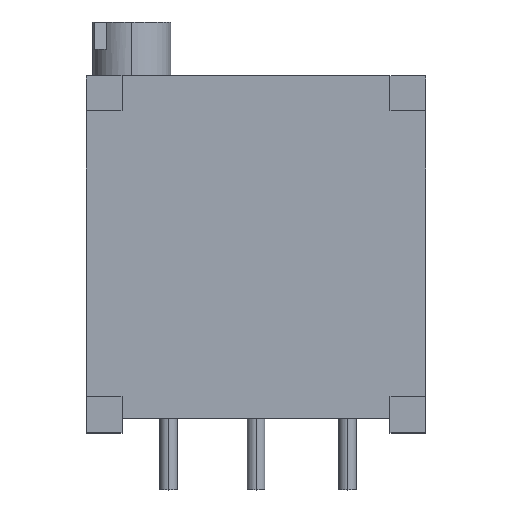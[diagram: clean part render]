
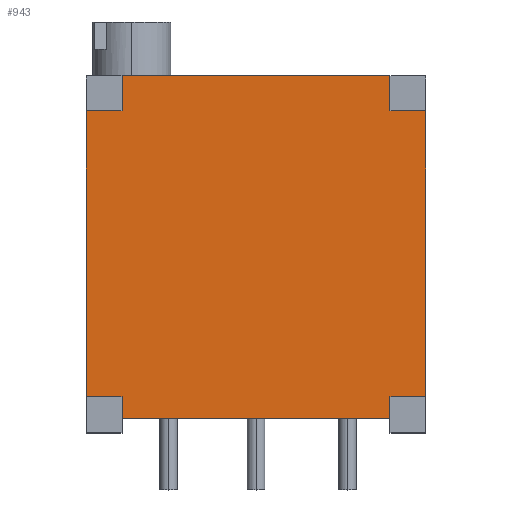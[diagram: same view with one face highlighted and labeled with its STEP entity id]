
A CAD part, top view. The second image highlights one B-rep face of the part: STEP entity #943.
In plain terms, the highlighted planar face has unit normal (0, 0, 1).
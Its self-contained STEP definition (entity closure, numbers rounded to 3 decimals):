
#80 = LINE ( 'NONE', #8230, #3823 ) ;
#219 = VERTEX_POINT ( 'NONE', #10349 ) ;
#285 = EDGE_CURVE ( 'NONE', #5551, #3119, #4028, .T. ) ;
#453 = AXIS2_PLACEMENT_3D ( 'NONE', #4160, #6607, #7405 ) ;
#481 = CARTESIAN_POINT ( 'NONE',  ( 3.765, 1.02, 2. ) ) ;
#534 = ORIENTED_EDGE ( 'NONE', *, *, #1852, .F. ) ;
#561 = EDGE_CURVE ( 'NONE', #2820, #3018, #8744, .T. ) ;
#661 = CARTESIAN_POINT ( 'NONE',  ( -4.765, 1.02, 2. ) ) ;
#765 = ORIENTED_EDGE ( 'NONE', *, *, #7967, .T. ) ;
#786 = FACE_OUTER_BOUND ( 'NONE', #5751, .T. ) ;
#818 = DIRECTION ( 'NONE',  ( -1., 0., 0. ) ) ;
#821 = ORIENTED_EDGE ( 'NONE', *, *, #4324, .T. ) ;
#935 = LINE ( 'NONE', #8352, #10463 ) ;
#943 = ADVANCED_FACE ( 'NONE', ( #786 ), #8202, .T. ) ;
#1263 = DIRECTION ( 'NONE',  ( 0., 1., 0. ) ) ;
#1362 = LINE ( 'NONE', #10261, #2005 ) ;
#1433 = VECTOR ( 'NONE', #4209, 1000. ) ;
#1548 = VECTOR ( 'NONE', #10501, 1000. ) ;
#1700 = DIRECTION ( 'NONE',  ( 1., 0., 0. ) ) ;
#1809 = VECTOR ( 'NONE', #7211, 1000. ) ;
#1836 = VECTOR ( 'NONE', #5564, 1000. ) ;
#1852 = EDGE_CURVE ( 'NONE', #9993, #9409, #3915, .T. ) ;
#1947 = DIRECTION ( 'NONE',  ( 0., 1., 0. ) ) ;
#2005 = VECTOR ( 'NONE', #6245, 1000. ) ;
#2068 = CARTESIAN_POINT ( 'NONE',  ( 3.765, 0.4, 2. ) ) ;
#2331 = CARTESIAN_POINT ( 'NONE',  ( -4.765, 9.05, 2. ) ) ;
#2545 = VECTOR ( 'NONE', #5619, 1000. ) ;
#2619 = CARTESIAN_POINT ( 'NONE',  ( 3.765, 10.03, 2. ) ) ;
#2820 = VERTEX_POINT ( 'NONE', #8058 ) ;
#2869 = VERTEX_POINT ( 'NONE', #10287 ) ;
#3018 = VERTEX_POINT ( 'NONE', #5872 ) ;
#3085 = LINE ( 'NONE', #7257, #1836 ) ;
#3096 = CARTESIAN_POINT ( 'NONE',  ( -3.765, 0.4, 2. ) ) ;
#3119 = VERTEX_POINT ( 'NONE', #4269 ) ;
#3162 = VECTOR ( 'NONE', #1700, 1000. ) ;
#3282 = EDGE_CURVE ( 'NONE', #8994, #219, #9727, .T. ) ;
#3556 = LINE ( 'NONE', #6013, #4589 ) ;
#3823 = VECTOR ( 'NONE', #818, 1000. ) ;
#3915 = LINE ( 'NONE', #8006, #1809 ) ;
#4020 = CARTESIAN_POINT ( 'NONE',  ( 3.765, 0.4, 2. ) ) ;
#4028 = LINE ( 'NONE', #7276, #1548 ) ;
#4160 = CARTESIAN_POINT ( 'NONE',  ( 0., 0., 2. ) ) ;
#4163 = ORIENTED_EDGE ( 'NONE', *, *, #8757, .T. ) ;
#4175 = VECTOR ( 'NONE', #1263, 1000. ) ;
#4186 = ORIENTED_EDGE ( 'NONE', *, *, #3282, .T. ) ;
#4206 = DIRECTION ( 'NONE',  ( 0., -1., 0. ) ) ;
#4209 = DIRECTION ( 'NONE',  ( -1., 0., 0. ) ) ;
#4269 = CARTESIAN_POINT ( 'NONE',  ( 4.765, 1.02, 2. ) ) ;
#4324 = EDGE_CURVE ( 'NONE', #9050, #2869, #80, .T. ) ;
#4589 = VECTOR ( 'NONE', #1947, 1000. ) ;
#4969 = ORIENTED_EDGE ( 'NONE', *, *, #7007, .T. ) ;
#5326 = EDGE_CURVE ( 'NONE', #3018, #9838, #6471, .T. ) ;
#5446 = DIRECTION ( 'NONE',  ( 1., 0., 0. ) ) ;
#5551 = VERTEX_POINT ( 'NONE', #481 ) ;
#5564 = DIRECTION ( 'NONE',  ( 0., -1., 0. ) ) ;
#5619 = DIRECTION ( 'NONE',  ( 0., -1., 0. ) ) ;
#5661 = VECTOR ( 'NONE', #5446, 1000. ) ;
#5751 = EDGE_LOOP ( 'NONE', ( #4969, #4186, #9754, #4163, #9688, #7323, #10424, #7607, #765, #821, #6090, #534 ) ) ;
#5872 = CARTESIAN_POINT ( 'NONE',  ( -3.765, 0.4, 2. ) ) ;
#6013 = CARTESIAN_POINT ( 'NONE',  ( 3.765, 9.05, 2. ) ) ;
#6090 = ORIENTED_EDGE ( 'NONE', *, *, #7849, .T. ) ;
#6245 = DIRECTION ( 'NONE',  ( 0., 1., 0. ) ) ;
#6471 = LINE ( 'NONE', #4020, #3162 ) ;
#6607 = DIRECTION ( 'NONE',  ( 0., 0., 1. ) ) ;
#6661 = VERTEX_POINT ( 'NONE', #661 ) ;
#7007 = EDGE_CURVE ( 'NONE', #9993, #8994, #935, .T. ) ;
#7138 = CARTESIAN_POINT ( 'NONE',  ( 4.765, 9.05, 2. ) ) ;
#7211 = DIRECTION ( 'NONE',  ( 1., 0., 0. ) ) ;
#7257 = CARTESIAN_POINT ( 'NONE',  ( -4.765, 9.05, 2. ) ) ;
#7276 = CARTESIAN_POINT ( 'NONE',  ( 3.765, 1.02, 2. ) ) ;
#7323 = ORIENTED_EDGE ( 'NONE', *, *, #5326, .T. ) ;
#7405 = DIRECTION ( 'NONE',  ( 1., 0., 0. ) ) ;
#7604 = EDGE_CURVE ( 'NONE', #219, #6661, #3085, .T. ) ;
#7607 = ORIENTED_EDGE ( 'NONE', *, *, #285, .T. ) ;
#7627 = LINE ( 'NONE', #8579, #4175 ) ;
#7829 = CARTESIAN_POINT ( 'NONE',  ( -4.765, 1.02, 2. ) ) ;
#7849 = EDGE_CURVE ( 'NONE', #2869, #9409, #3556, .T. ) ;
#7967 = EDGE_CURVE ( 'NONE', #3119, #9050, #1362, .T. ) ;
#8006 = CARTESIAN_POINT ( 'NONE',  ( -4.765, 10.03, 2. ) ) ;
#8058 = CARTESIAN_POINT ( 'NONE',  ( -3.765, 1.02, 2. ) ) ;
#8202 = PLANE ( 'NONE',  #453 ) ;
#8230 = CARTESIAN_POINT ( 'NONE',  ( 3.765, 9.05, 2. ) ) ;
#8352 = CARTESIAN_POINT ( 'NONE',  ( -3.765, 9.05, 2. ) ) ;
#8579 = CARTESIAN_POINT ( 'NONE',  ( 3.765, 0.4, 2. ) ) ;
#8744 = LINE ( 'NONE', #3096, #2545 ) ;
#8757 = EDGE_CURVE ( 'NONE', #6661, #2820, #9463, .T. ) ;
#8994 = VERTEX_POINT ( 'NONE', #9618 ) ;
#9050 = VERTEX_POINT ( 'NONE', #7138 ) ;
#9409 = VERTEX_POINT ( 'NONE', #2619 ) ;
#9463 = LINE ( 'NONE', #7829, #5661 ) ;
#9618 = CARTESIAN_POINT ( 'NONE',  ( -3.765, 9.05, 2. ) ) ;
#9628 = CARTESIAN_POINT ( 'NONE',  ( -3.765, 10.03, 2. ) ) ;
#9688 = ORIENTED_EDGE ( 'NONE', *, *, #561, .T. ) ;
#9727 = LINE ( 'NONE', #2331, #1433 ) ;
#9754 = ORIENTED_EDGE ( 'NONE', *, *, #7604, .T. ) ;
#9838 = VERTEX_POINT ( 'NONE', #2068 ) ;
#9874 = EDGE_CURVE ( 'NONE', #9838, #5551, #7627, .T. ) ;
#9993 = VERTEX_POINT ( 'NONE', #9628 ) ;
#10261 = CARTESIAN_POINT ( 'NONE',  ( 4.765, 1.02, 2. ) ) ;
#10287 = CARTESIAN_POINT ( 'NONE',  ( 3.765, 9.05, 2. ) ) ;
#10349 = CARTESIAN_POINT ( 'NONE',  ( -4.765, 9.05, 2. ) ) ;
#10424 = ORIENTED_EDGE ( 'NONE', *, *, #9874, .T. ) ;
#10463 = VECTOR ( 'NONE', #4206, 1000. ) ;
#10501 = DIRECTION ( 'NONE',  ( 1., 0., 0. ) ) ;
